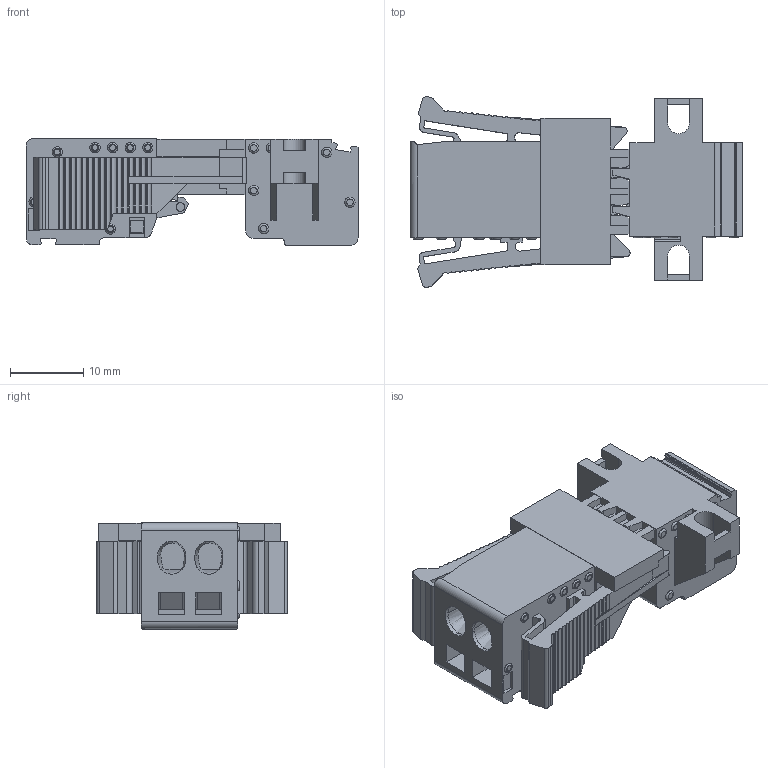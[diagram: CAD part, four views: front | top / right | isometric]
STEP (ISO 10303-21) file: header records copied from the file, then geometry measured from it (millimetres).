
FILE_DESCRIPTION(/* description */ ('Unknown'),/* implementation_level */ '2;1');
FILE_NAME(/* name */ 'DPSC5.08PM-2W-SOLID',/* time_stamp */ '2025-07-03T17:10:06+06:00',/* author */ ('Unknown'),/* organization */ ('Unknown'),/* preprocessor_version */ 'ST-DEVELOPER v16.7',/* originating_system */ 'Solid Edge',/* authorisation */ 'Unknown');
FILE_SCHEMA (('AUTOMOTIVE_DESIGN {1 0 10303 214 3 1 1}'));
Products named in the file (1): DPSC5.08PM-2W-SOLID
Bounding box: 45.25 x 25.95 x 14.5 mm (x, y, z)
Volume: 7812.8 mm3; surface area: 7358.6 mm2
Topology: 1 solids, 7 shells, 1486 faces, 4187 edges, 2771 vertices
Faces by surface type: plane 1025, cylinder 308, bspline 118, torus 21, cone 8, sphere 6
Full cylindrical faces by diameter (mm): 0.8 x7, 1.2 x2, 1.5 x2, 1.8 x2, 2.9 x2, 3.7 x2
Entity records: 61870 total; most frequent: CARTESIAN_POINT 13633, ORIENTED_EDGE 8244, DIRECTION 7204, EDGE_CURVE 4122, LINE 3022, VECTOR 3022, VERTEX_POINT 2760, AXIS2_PLACEMENT_3D 2091
